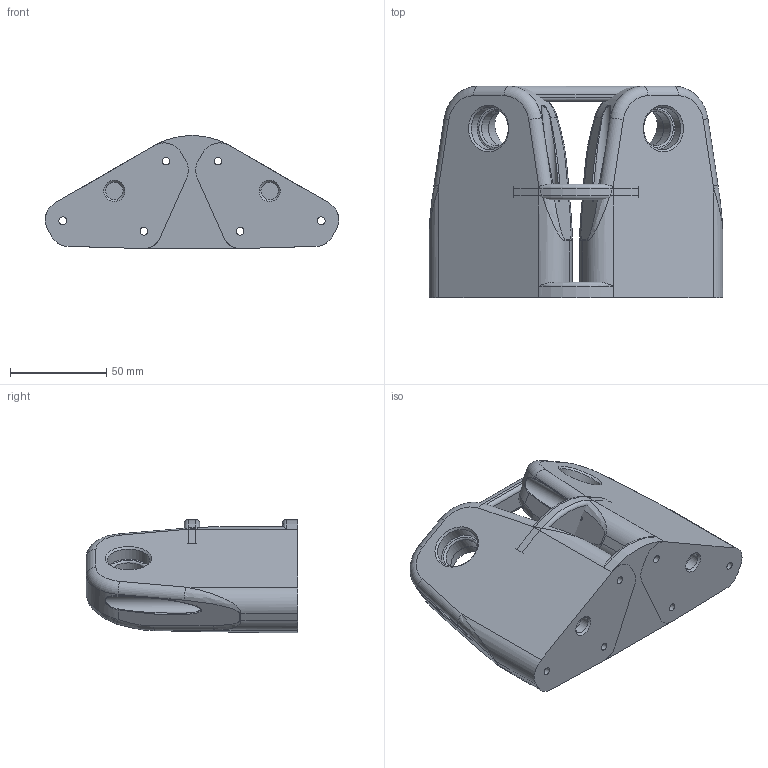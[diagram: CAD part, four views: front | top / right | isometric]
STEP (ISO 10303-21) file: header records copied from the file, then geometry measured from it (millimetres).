
FILE_DESCRIPTION(/* description */ (''),/* implementation_level */ '2;1');
FILE_NAME(/* name */ 'Arm_Intake.step',/* time_stamp */ '2021-04-18T23:28:47+02:00',/* author */ (''),/* organization */ (''),/* preprocessor_version */ 'ST-DEVELOPER v18.1',/* originating_system */ 'Autodesk Translation Framework v10.6.0.1341',/* authorisation */ '');
FILE_SCHEMA (('AUTOMOTIVE_DESIGN { 1 0 10303 214 3 1 1 }'));
Length unit declared in the file: millimetre
Products named in the file (4): Arm_Aufnahme_Doppelt; Lagerung_Arm_gespiegelt; Lagerung_Arm_R v38(Spiegeln); Lagerung_Arm_R
Assembly tree (3 placements, depth 3):
  Arm_Aufnahme_Doppelt
    Lagerung_Arm_gespiegelt
      Lagerung_Arm_R v38(Spiegeln)
    Lagerung_Arm_R
Bounding box: 152.68 x 110 x 58.81 mm (x, y, z)
Volume: 454112.9 mm3; surface area: 71879.8 mm2
Topology: 5 solids, 5 shells, 202 faces, 484 edges, 298 vertices
Faces by surface type: cylinder 81, plane 64, bspline 42, torus 11, cone 4
Full cylindrical faces by diameter (mm): 4 x6, 9 x9, 9.22 x1, 18 x2, 22.2 x4
Entity records: 8427 total; most frequent: CARTESIAN_POINT 3617, DIRECTION 1001, ORIENTED_EDGE 968, EDGE_CURVE 484, AXIS2_PLACEMENT_3D 400, VERTEX_POINT 298, EDGE_LOOP 228, FACE_OUTER_BOUND 202
